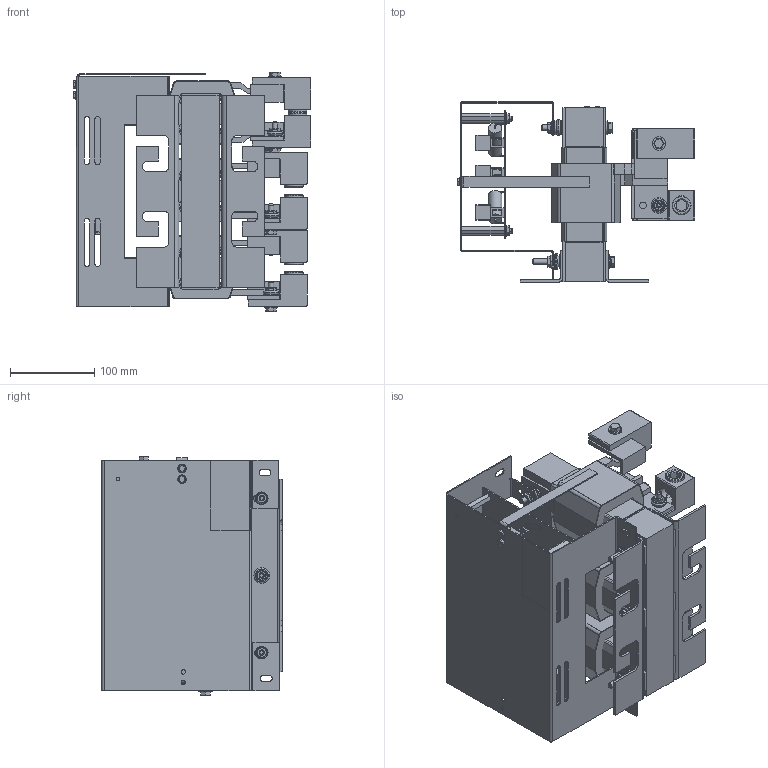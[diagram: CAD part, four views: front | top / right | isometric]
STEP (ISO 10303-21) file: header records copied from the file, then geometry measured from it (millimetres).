
FILE_DESCRIPTION(/* description */ (''),/* implementation_level */ '2;1');
FILE_NAME(/* name */ 'V1K250A00X2.stp',/* time_stamp */ '2022-01-21T10:32:59-06:00',/* author */ ('DWROBLEW'),/* organization */ (''),/* preprocessor_version */ 'ST-DEVELOPER v17.2',/* originating_system */ 'Autodesk Inventor 2019',/* authorisation */ '');
FILE_SCHEMA (('AUTOMOTIVE_DESIGN { 1 0 10303 214 3 1 1 }'));
Length unit declared in the file: inch
Products named in the file (46): V1K250A00X2; 25285 ASSY; 25285-REV-D; 25346; 25011 BRD ASSY; 25011 BRD; 25011-1 DECAL; 25011 long RESISTOR; 25011 short RESISTOR; capacitor 2.15 MTG; Hex Flange Nut - Inch (IFI) I0.164 - 32; KDRI1R WITH 32440; 24262; 23412-1; 24979-25029; 23526-20852; 24979 COIL; 25029; 24979-25029_CPY1; 23526-20852_CPY1; 24979 COIL_CPY1; 25029_CPY; 24979-25029_CPY1_CPY; 23526-20852_CPY1_CPY; 24979 COIL_CPY1_CPY; 25029_CPY_CPY1; 24979-25029 outer wrap; 30097- LARGE  BLANK  (REACTOR); 1505-1763-4495 ASSEMBLY; 1505 & 1763; 1505; 1763-4495 ASSEMBLY; 4495; 2521; 1502; 32440; S500-41-107; 14141; 1750 and 1763; 1750 ...
Assembly tree (105 placements, depth 4):
  V1K250A00X2
    25285 ASSY
      25285-REV-D
      25346  x4
      25011 BRD ASSY
        25011 BRD
        25011-1 DECAL
        25011 long RESISTOR  x3
        25011 short RESISTOR  x3
        capacitor 2.15 MTG  x3
      Hex Flange Nut - Inch (IFI) I0.164 - 32  x4
    KDRI1R WITH 32440
      24262  x2
      23412-1  x2
      24979-25029
        23526-20852
        24979 COIL
        25029  x2
        24979-25029 outer wrap
      24979-25029_CPY1
        23526-20852_CPY1
        24979 COIL_CPY1
        25029_CPY  x2
        24979-25029 outer wrap
      24979-25029_CPY1_CPY
        23526-20852_CPY1_CPY
        24979 COIL_CPY1_CPY
        25029_CPY_CPY1  x2
        24979-25029 outer wrap
      30097- LARGE  BLANK  (REACTOR)
      1505-1763-4495 ASSEMBLY  x6
        4495
        1763
        1505
      1502  x4
      1763-4495 ASSEMBLY  x6
        4495
        1763
      1505 & 1763  x6
        1763
        1505
      2521  x2
      32440  x6
        S500-41-107
        14141
      1750 and 1763  x6
        1750
        1763
    Hex Flange Nut - Inch (IFI) I0.25 - 20  x4
    Circular Washer (Inch) 1/4  x4
    30576
    25441  x2
    28038-BLANK
Bounding box: 282.04 x 214.12 x 284.34 mm (x, y, z)
Volume: 3407522.6 mm3; surface area: 1159673.1 mm2
Topology: 125 solids, 125 shells, 2819 faces, 7169 edges, 5052 vertices
Faces by surface type: plane 1566, cylinder 881, bspline 160, cone 148, torus 40, sphere 24
Full cylindrical faces by diameter (mm): 0.762 x12, 1.159 x12, 1.524 x24, 3.175 x6, 3.302 x4, 4.135 x1, 4.166 x12, 4.318 x6, 4.597 x2, 4.978 x4, 5.08 x4, 5.588 x8, 6.147 x12, 6.35 x24, 7.137 x28, 7.62 x12, 7.874 x12, 8.738 x6, 9.652 x6, 10.312 x6, 12.7 x12, 15.875 x31, 18.491 x12, 20.269 x6, 22.225 x12
Entity records: 52042 total; most frequent: CARTESIAN_POINT 11515, ORIENTED_EDGE 7704, DIRECTION 7423, EDGE_CURVE 3852, LINE 2657, VECTOR 2657, VERTEX_POINT 2513, AXIS2_PLACEMENT_3D 2383
